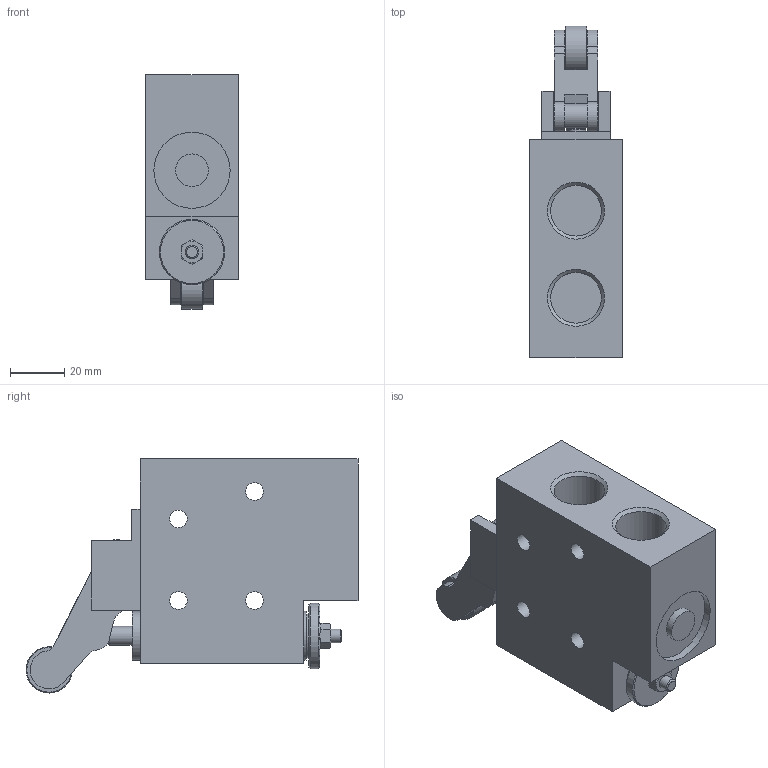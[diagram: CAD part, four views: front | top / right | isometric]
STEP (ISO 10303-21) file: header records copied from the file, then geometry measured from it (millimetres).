
FILE_DESCRIPTION(/* description */ ('STEP AP214'),/* implementation_level */ '2;1');
FILE_NAME(/* name */ '2111_GRR-1_2',/* time_stamp */ '2024-08-28T22:48:04+02:00',/* author */ ('License CC BY-ND 4.0'),/* organization */ ('CADENAS'),/* preprocessor_version */ 'ST-DEVELOPER v19.3',/* originating_system */ 'PARTsolutions',/* authorisation */ ' ');
FILE_SCHEMA (('AUTOMOTIVE_DESIGN {1 0 10303 214 3 1 1}'));
Length unit declared in the file: millimetre
Products named in the file (1): 2111 GRR-1/2--(0)
Bounding box: 34 x 121.95 x 85.97 mm (x, y, z)
Volume: 194419.3 mm3; surface area: 35177.1 mm2
Topology: 1 solids, 1 shells, 110 faces, 260 edges, 167 vertices
Faces by surface type: plane 54, cylinder 35, cone 21
Full cylindrical faces by diameter (mm): 5 x1, 6 x1, 6.5 x4, 7 x1, 8 x4, 9 x2, 12 x1, 16 x1, 17 x1, 18 x2, 18.631 x2, 24 x1, 28 x1
Entity records: 3074 total; most frequent: CARTESIAN_POINT 585, DIRECTION 512, ORIENTED_EDGE 450, EDGE_CURVE 225, AXIS2_PLACEMENT_3D 204, EDGE_LOOP 176, FACE_BOUND 176, VERTEX_POINT 163
